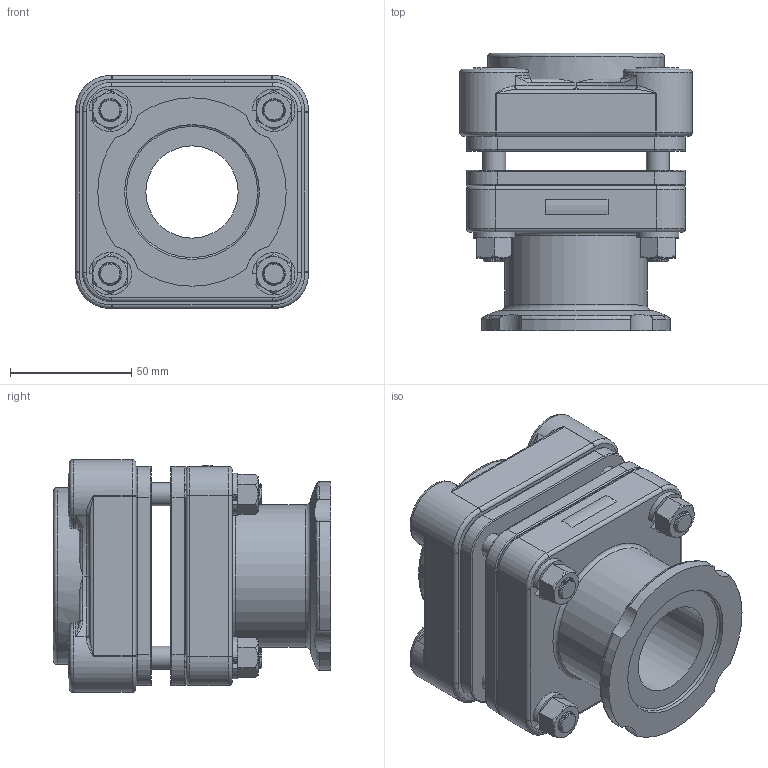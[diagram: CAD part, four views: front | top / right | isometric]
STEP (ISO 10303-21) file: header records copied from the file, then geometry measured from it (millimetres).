
FILE_DESCRIPTION(/* description */ ('2" MANIFOLD TANK FLANGE W/ 2-1/2" BOLTS '),/* implementation_level */ '2;1');
FILE_NAME(/* name */ 'MBF200.stp',/* time_stamp */ '2020-04-03T13:59:22-04:00',/* author */ ('CAB'),/* organization */ (''),/* preprocessor_version */ 'ST-DEVELOPER v17',/* originating_system */ 'Autodesk Inventor 2019',/* authorisation */ '');
FILE_SCHEMA (('AUTOMOTIVE_DESIGN { 1 0 10303 214 3 1 1 }'));
Length unit declared in the file: inch
Products named in the file (9): MBF200; BF201A; BF200GE; BF206; BF304A; V20018; V20019; V20191; VL1004
Assembly tree (21 placements, depth 2):
  MBF200
    BF201A
    BF200GE  x2
    BF206  x4
    BF304A  x4
    V20018  x4
    V20019  x4
    V20191
    VL1004
Bounding box: 96.07 x 114.36 x 96.07 mm (x, y, z)
Volume: 448022.7 mm3; surface area: 127867.9 mm2
Topology: 21 solids, 21 shells, 1125 faces, 2902 edges, 1840 vertices
Faces by surface type: cylinder 356, plane 318, cone 298, torus 76, bspline 73, sphere 4
Full cylindrical faces by diameter (mm): 8.236 x60, 9.525 x60, 9.652 x4, 10.312 x4, 10.414 x8, 18.161 x4, 18.847 x8, 19.05 x4, 38.1 x1, 55.626 x1, 57.15 x2, 58.674 x1, 72.898 x1
Entity records: 23086 total; most frequent: CARTESIAN_POINT 8889, ORIENTED_EDGE 2972, DIRECTION 2782, EDGE_CURVE 1486, AXIS2_PLACEMENT_3D 1057, VERTEX_POINT 949, LINE 668, VECTOR 668
